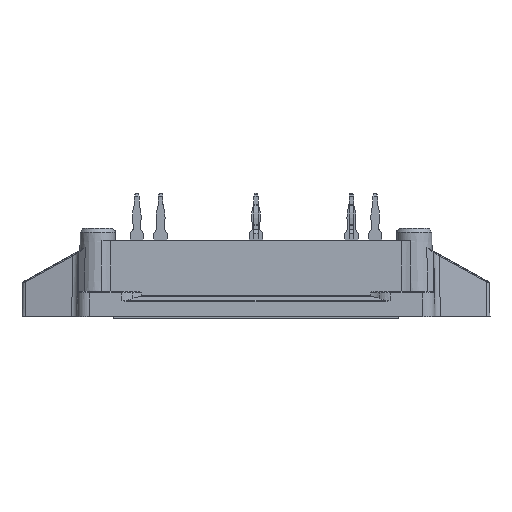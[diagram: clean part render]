
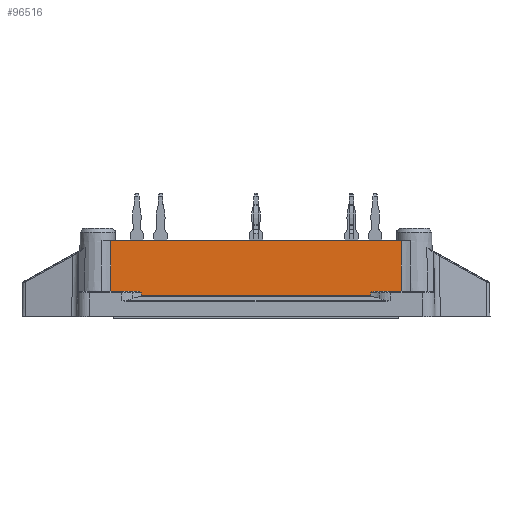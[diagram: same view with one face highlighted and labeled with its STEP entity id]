
A CAD part, front view. The second image highlights one B-rep face of the part: STEP entity #96516.
In plain terms, the highlighted planar face has unit normal (0, -1, 0.018).
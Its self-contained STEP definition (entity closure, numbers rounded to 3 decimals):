
#1743=PLANE('',#101601);
#7197=LINE('',#131235,#13985);
#7637=LINE('',#133850,#14425);
#7638=LINE('',#133866,#14426);
#7639=LINE('',#133877,#14427);
#13985=VECTOR('',#109358,1000.);
#14425=VECTOR('',#110816,1000.);
#14426=VECTOR('',#110817,1000.);
#14427=VECTOR('',#110818,1000.);
#22373=ORIENTED_EDGE('',*,*,#42832,.F.);
#22374=ORIENTED_EDGE('',*,*,#42833,.T.);
#22375=ORIENTED_EDGE('',*,*,#42834,.F.);
#22376=ORIENTED_EDGE('',*,*,#42835,.T.);
#22377=ORIENTED_EDGE('',*,*,#42836,.T.);
#22378=ORIENTED_EDGE('',*,*,#42837,.T.);
#22379=ORIENTED_EDGE('',*,*,#41848,.F.);
#22380=ORIENTED_EDGE('',*,*,#42838,.T.);
#22381=ORIENTED_EDGE('',*,*,#42839,.F.);
#22382=ORIENTED_EDGE('',*,*,#42840,.T.);
#41848=EDGE_CURVE('',#52120,#52121,#7197,.T.);
#42832=EDGE_CURVE('',#53023,#53024,#57591,.T.);
#42833=EDGE_CURVE('',#53023,#53025,#7637,.T.);
#42834=EDGE_CURVE('',#53026,#53025,#57592,.T.);
#42835=EDGE_CURVE('',#53026,#53027,#57593,.T.);
#42836=EDGE_CURVE('',#53027,#53028,#7638,.T.);
#42837=EDGE_CURVE('',#53028,#52121,#57594,.T.);
#42838=EDGE_CURVE('',#52120,#53029,#57595,.T.);
#42839=EDGE_CURVE('',#53030,#53029,#7639,.T.);
#42840=EDGE_CURVE('',#53030,#53024,#57596,.T.);
#52120=VERTEX_POINT('',#131234);
#52121=VERTEX_POINT('',#131236);
#53023=VERTEX_POINT('',#133848);
#53024=VERTEX_POINT('',#133849);
#53025=VERTEX_POINT('',#133851);
#53026=VERTEX_POINT('',#133856);
#53027=VERTEX_POINT('',#133865);
#53028=VERTEX_POINT('',#133867);
#53029=VERTEX_POINT('',#133876);
#53030=VERTEX_POINT('',#133878);
#57591=B_SPLINE_CURVE_WITH_KNOTS('',3,(#133844,#133845,#133846,#133847),
 .UNSPECIFIED.,.F.,.F.,(4,4),(0.001,0.001),
 .UNSPECIFIED.);
#57592=B_SPLINE_CURVE_WITH_KNOTS('',3,(#133852,#133853,#133854,#133855),
 .UNSPECIFIED.,.F.,.F.,(4,4),(0.,0.001),
 .UNSPECIFIED.);
#57593=B_SPLINE_CURVE_WITH_KNOTS('',3,(#133857,#133858,#133859,#133860,
#133861,#133862,#133863,#133864),.UNSPECIFIED.,.F.,.F.,(4,1,1,1,1,4),(0.,
0.,0.,0.,0.001,
0.001),.UNSPECIFIED.);
#57594=B_SPLINE_CURVE_WITH_KNOTS('',3,(#133868,#133869,#133870,#133871),
 .UNSPECIFIED.,.F.,.F.,(4,4),(0.,0.007),.UNSPECIFIED.);
#57595=B_SPLINE_CURVE_WITH_KNOTS('',3,(#133872,#133873,#133874,#133875),
 .UNSPECIFIED.,.F.,.F.,(4,4),(0.,0.007),
 .UNSPECIFIED.);
#57596=B_SPLINE_CURVE_WITH_KNOTS('',3,(#133879,#133880,#133881,#133882,
#133883,#133884,#133885),.UNSPECIFIED.,.F.,.F.,(4,1,1,1,4),(0.,0.,
0.001,0.001,0.001),
 .UNSPECIFIED.);
#58020=EDGE_LOOP('',(#22373,#22374,#22375,#22376,#22377,#22378,#22379,#22380,
#22381,#22382));
#62430=FACE_BOUND('',#58020,.T.);
#96516=ADVANCED_FACE('',(#62430),#1743,.T.);
#101601=AXIS2_PLACEMENT_3D('',#133843,#110814,#110815);
#109358=DIRECTION('',(1.,0.,0.));
#110814=DIRECTION('',(0.,-1.,0.017));
#110815=DIRECTION('',(0.,-0.017,-1.));
#110816=DIRECTION('',(1.,0.,0.));
#110817=DIRECTION('',(1.,0.,0.));
#110818=DIRECTION('',(-1.,0.,0.));
#131234=CARTESIAN_POINT('',(-19.525,-27.653,10.2));
#131235=CARTESIAN_POINT('',(-26.5,-27.653,10.2));
#131236=CARTESIAN_POINT('',(19.525,-27.653,10.2));
#133843=CARTESIAN_POINT('',(-26.5,-27.78,2.9));
#133844=CARTESIAN_POINT('',(-15.378,-27.781,2.822));
#133845=CARTESIAN_POINT('',(-15.379,-27.779,2.949));
#133846=CARTESIAN_POINT('',(-15.379,-27.777,3.076));
#133847=CARTESIAN_POINT('',(-15.379,-27.775,3.203));
#133848=CARTESIAN_POINT('',(-15.378,-27.781,2.822));
#133849=CARTESIAN_POINT('',(-15.379,-27.775,3.203));
#133850=CARTESIAN_POINT('',(-26.5,-27.781,2.822));
#133851=CARTESIAN_POINT('',(15.378,-27.781,2.822));
#133852=CARTESIAN_POINT('',(15.379,-27.775,3.203));
#133853=CARTESIAN_POINT('',(15.379,-27.777,3.076));
#133854=CARTESIAN_POINT('',(15.379,-27.779,2.949));
#133855=CARTESIAN_POINT('',(15.378,-27.781,2.822));
#133856=CARTESIAN_POINT('',(15.379,-27.775,3.203));
#133857=CARTESIAN_POINT('',(15.379,-27.775,3.203));
#133858=CARTESIAN_POINT('',(15.379,-27.774,3.235));
#133859=CARTESIAN_POINT('',(15.441,-27.773,3.274));
#133860=CARTESIAN_POINT('',(15.55,-27.773,3.32));
#133861=CARTESIAN_POINT('',(15.702,-27.772,3.361));
#133862=CARTESIAN_POINT('',(15.882,-27.771,3.392));
#133863=CARTESIAN_POINT('',(16.005,-27.771,3.4));
#133864=CARTESIAN_POINT('',(16.067,-27.771,3.4));
#133865=CARTESIAN_POINT('',(16.067,-27.771,3.4));
#133866=CARTESIAN_POINT('',(-26.5,-27.771,3.4));
#133867=CARTESIAN_POINT('',(19.511,-27.771,3.4));
#133868=CARTESIAN_POINT('',(19.511,-27.771,3.4));
#133869=CARTESIAN_POINT('',(19.516,-27.732,5.667));
#133870=CARTESIAN_POINT('',(19.521,-27.692,7.933));
#133871=CARTESIAN_POINT('',(19.525,-27.653,10.2));
#133872=CARTESIAN_POINT('',(-19.525,-27.653,10.2));
#133873=CARTESIAN_POINT('',(-19.521,-27.692,7.933));
#133874=CARTESIAN_POINT('',(-19.516,-27.732,5.667));
#133875=CARTESIAN_POINT('',(-19.511,-27.771,3.4));
#133876=CARTESIAN_POINT('',(-19.511,-27.771,3.4));
#133877=CARTESIAN_POINT('',(-26.5,-27.771,3.4));
#133878=CARTESIAN_POINT('',(-16.067,-27.771,3.4));
#133879=CARTESIAN_POINT('',(-16.067,-27.771,3.4));
#133880=CARTESIAN_POINT('',(-15.944,-27.771,3.4));
#133881=CARTESIAN_POINT('',(-15.762,-27.772,3.377));
#133882=CARTESIAN_POINT('',(-15.549,-27.773,3.32));
#133883=CARTESIAN_POINT('',(-15.44,-27.773,3.273));
#133884=CARTESIAN_POINT('',(-15.379,-27.774,3.235));
#133885=CARTESIAN_POINT('',(-15.379,-27.775,3.203));
